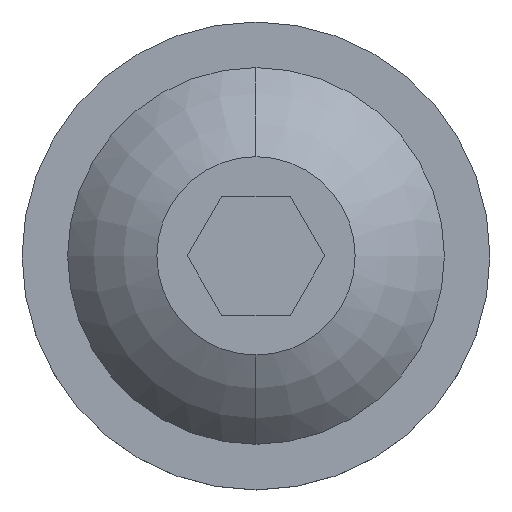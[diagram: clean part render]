
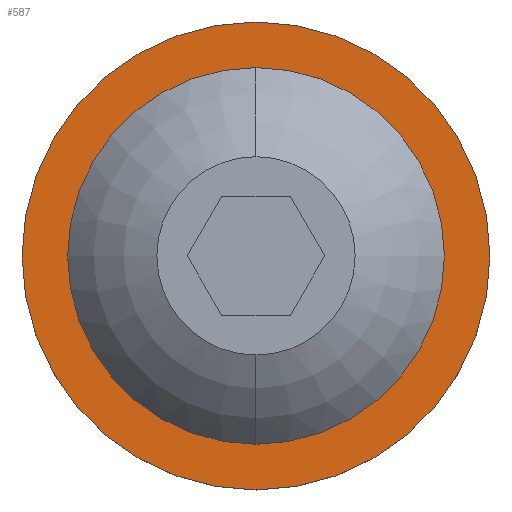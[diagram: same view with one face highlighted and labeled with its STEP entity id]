
A CAD part, top view. The second image highlights one B-rep face of the part: STEP entity #587.
In plain terms, the highlighted planar face has unit normal (0, 0, 1).
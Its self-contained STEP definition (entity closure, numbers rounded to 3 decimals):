
#30 = EDGE_LOOP ( 'NONE', ( #629, #411 ) ) ;
#34 = DIRECTION ( 'NONE',  ( -1., 0., 0. ) ) ;
#36 = DIRECTION ( 'NONE',  ( 0., 0., -1. ) ) ;
#37 = ORIENTED_EDGE ( 'NONE', *, *, #474, .T. ) ;
#47 = AXIS2_PLACEMENT_3D ( 'NONE', #752, #818, #420 ) ;
#101 = EDGE_LOOP ( 'NONE', ( #346, #37 ) ) ;
#102 = DIRECTION ( 'NONE',  ( 1., 0., 0. ) ) ;
#123 = CARTESIAN_POINT ( 'NONE',  ( 5.9, 0., 1. ) ) ;
#150 = VERTEX_POINT ( 'NONE', #549 ) ;
#169 = CARTESIAN_POINT ( 'NONE',  ( 0., 0., 1. ) ) ;
#207 = VERTEX_POINT ( 'NONE', #123 ) ;
#220 = CIRCLE ( 'NONE', #293, 4.75 ) ;
#230 = CIRCLE ( 'NONE', #330, 4.75 ) ;
#274 = DIRECTION ( 'NONE',  ( 0., 1., 0. ) ) ;
#293 = AXIS2_PLACEMENT_3D ( 'NONE', #480, #542, #546 ) ;
#295 = CIRCLE ( 'NONE', #47, 5.9 ) ;
#330 = AXIS2_PLACEMENT_3D ( 'NONE', #654, #594, #274 ) ;
#346 = ORIENTED_EDGE ( 'NONE', *, *, #470, .T. ) ;
#352 = CIRCLE ( 'NONE', #815, 5.9 ) ;
#401 = DIRECTION ( 'NONE',  ( 0., 0., 1. ) ) ;
#411 = ORIENTED_EDGE ( 'NONE', *, *, #489, .F. ) ;
#420 = DIRECTION ( 'NONE',  ( -1., 0., 0. ) ) ;
#470 = EDGE_CURVE ( 'NONE', #758, #150, #230, .T. ) ;
#474 = EDGE_CURVE ( 'NONE', #150, #758, #220, .T. ) ;
#480 = CARTESIAN_POINT ( 'NONE',  ( 0., 0., 1. ) ) ;
#482 = PLANE ( 'NONE',  #785 ) ;
#489 = EDGE_CURVE ( 'NONE', #207, #722, #352, .T. ) ;
#542 = DIRECTION ( 'NONE',  ( 0., 0., -1. ) ) ;
#546 = DIRECTION ( 'NONE',  ( 0., 1., 0. ) ) ;
#549 = CARTESIAN_POINT ( 'NONE',  ( 0., -4.75, 1. ) ) ;
#587 = ADVANCED_FACE ( 'NONE', ( #757, #719 ), #482, .T. ) ;
#594 = DIRECTION ( 'NONE',  ( 0., 0., -1. ) ) ;
#629 = ORIENTED_EDGE ( 'NONE', *, *, #679, .F. ) ;
#654 = CARTESIAN_POINT ( 'NONE',  ( 0., 0., 1. ) ) ;
#679 = EDGE_CURVE ( 'NONE', #722, #207, #295, .T. ) ;
#719 = FACE_OUTER_BOUND ( 'NONE', #30, .T. ) ;
#722 = VERTEX_POINT ( 'NONE', #813 ) ;
#752 = CARTESIAN_POINT ( 'NONE',  ( 0., 0., 1. ) ) ;
#757 = FACE_BOUND ( 'NONE', #101, .T. ) ;
#758 = VERTEX_POINT ( 'NONE', #831 ) ;
#785 = AXIS2_PLACEMENT_3D ( 'NONE', #803, #401, #102 ) ;
#803 = CARTESIAN_POINT ( 'NONE',  ( 0., 0., 1. ) ) ;
#813 = CARTESIAN_POINT ( 'NONE',  ( -5.9, 0., 1. ) ) ;
#815 = AXIS2_PLACEMENT_3D ( 'NONE', #169, #36, #34 ) ;
#818 = DIRECTION ( 'NONE',  ( 0., 0., -1. ) ) ;
#831 = CARTESIAN_POINT ( 'NONE',  ( 0., 4.75, 1. ) ) ;
